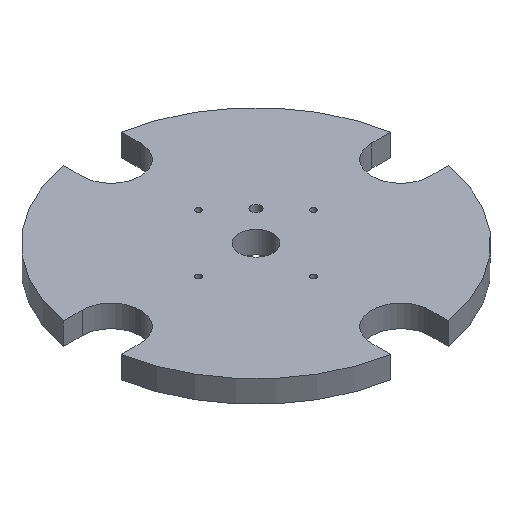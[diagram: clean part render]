
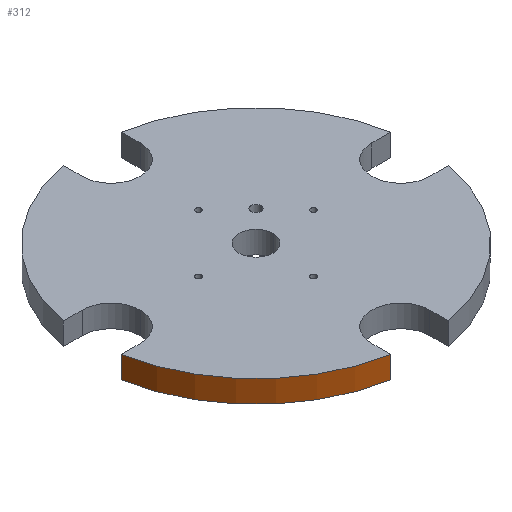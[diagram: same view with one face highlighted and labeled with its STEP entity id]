
A CAD part, isometric view. The second image highlights one B-rep face of the part: STEP entity #312.
In plain terms, the highlighted cylindrical face has radius 195 mm (diameter 390 mm), a partial arc.
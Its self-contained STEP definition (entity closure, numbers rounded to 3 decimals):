
#50 = CARTESIAN_POINT ( 'NONE',  ( 0., 0., 26. ) ) ;
#59 = LINE ( 'NONE', #365, #950 ) ;
#91 = CYLINDRICAL_SURFACE ( 'NONE', #896, 195. ) ;
#112 = DIRECTION ( 'NONE',  ( 0., 0., 1. ) ) ;
#119 = VERTEX_POINT ( 'NONE', #290 ) ;
#133 = DIRECTION ( 'NONE',  ( 0., 0., -1. ) ) ;
#167 = EDGE_CURVE ( 'NONE', #793, #1142, #922, .T. ) ;
#171 = ORIENTED_EDGE ( 'NONE', *, *, #1129, .F. ) ;
#172 = CARTESIAN_POINT ( 'NONE',  ( -192.013, -34., 0. ) ) ;
#201 = EDGE_LOOP ( 'NONE', ( #171, #702, #866, #265 ) ) ;
#222 = CARTESIAN_POINT ( 'NONE',  ( 0., 0., 26. ) ) ;
#244 = CIRCLE ( 'NONE', #1117, 195. ) ;
#265 = ORIENTED_EDGE ( 'NONE', *, *, #167, .T. ) ;
#290 = CARTESIAN_POINT ( 'NONE',  ( -192.013, -34., 26. ) ) ;
#312 = ADVANCED_FACE ( 'NONE', ( #403 ), #91, .T. ) ;
#356 = DIRECTION ( 'NONE',  ( 0., 0., 1. ) ) ;
#365 = CARTESIAN_POINT ( 'NONE',  ( -192.013, -34., 0. ) ) ;
#388 = DIRECTION ( 'NONE',  ( 0., 0., 1. ) ) ;
#390 = EDGE_CURVE ( 'NONE', #784, #119, #59, .T. ) ;
#400 = CARTESIAN_POINT ( 'NONE',  ( -34., -192.013, 0. ) ) ;
#403 = FACE_OUTER_BOUND ( 'NONE', #201, .T. ) ;
#425 = DIRECTION ( 'NONE',  ( 1., 0., 0. ) ) ;
#454 = AXIS2_PLACEMENT_3D ( 'NONE', #222, #1062, #425 ) ;
#515 = DIRECTION ( 'NONE',  ( -1., 0., 0. ) ) ;
#563 = CIRCLE ( 'NONE', #454, 195. ) ;
#642 = CARTESIAN_POINT ( 'NONE',  ( -34., -192.013, 0. ) ) ;
#669 = CARTESIAN_POINT ( 'NONE',  ( 0., 0., 0. ) ) ;
#701 = CARTESIAN_POINT ( 'NONE',  ( -34., -192.013, 26. ) ) ;
#702 = ORIENTED_EDGE ( 'NONE', *, *, #390, .F. ) ;
#784 = VERTEX_POINT ( 'NONE', #172 ) ;
#793 = VERTEX_POINT ( 'NONE', #642 ) ;
#859 = DIRECTION ( 'NONE',  ( 1., 0., 0. ) ) ;
#866 = ORIENTED_EDGE ( 'NONE', *, *, #1040, .T. ) ;
#896 = AXIS2_PLACEMENT_3D ( 'NONE', #50, #133, #515 ) ;
#922 = LINE ( 'NONE', #400, #1148 ) ;
#950 = VECTOR ( 'NONE', #356, 1000. ) ;
#1040 = EDGE_CURVE ( 'NONE', #784, #793, #244, .T. ) ;
#1062 = DIRECTION ( 'NONE',  ( 0., 0., 1. ) ) ;
#1117 = AXIS2_PLACEMENT_3D ( 'NONE', #669, #112, #859 ) ;
#1129 = EDGE_CURVE ( 'NONE', #119, #1142, #563, .T. ) ;
#1142 = VERTEX_POINT ( 'NONE', #701 ) ;
#1148 = VECTOR ( 'NONE', #388, 1000. ) ;
